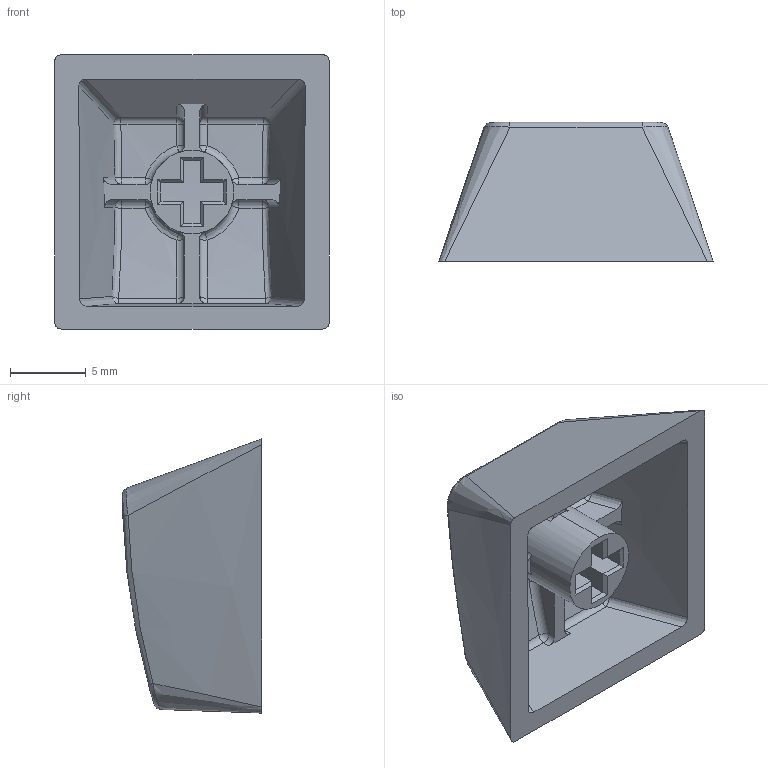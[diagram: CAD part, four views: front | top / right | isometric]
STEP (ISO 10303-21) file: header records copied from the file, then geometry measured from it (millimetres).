
FILE_DESCRIPTION (( 'STEP AP214' ), '1' );
FILE_NAME ('r4c_100.STEP', '2023-01-18T20:10:41', ( '' ), ( '' ), 'SwSTEP 2.0', 'SolidWorks 2019', '' );
FILE_SCHEMA (( 'AUTOMOTIVE_DESIGN' ));
Length unit declared in the file: millimetre
Products named in the file (1): r4c_100
Bounding box: 18.1 x 9.2 x 18.1 mm (x, y, z)
Volume: 1081 mm3; surface area: 1511 mm2
Topology: 1 solids, 1 shells, 126 faces, 302 edges, 172 vertices
Faces by surface type: plane 42, cylinder 30, bspline 30, sphere 20, torus 4
Entity records: 4571 total; most frequent: CARTESIAN_POINT 1954, ORIENTED_EDGE 572, DIRECTION 490, EDGE_CURVE 286, AXIS2_PLACEMENT_3D 187, VERTEX_POINT 164, EDGE_LOOP 128, FACE_OUTER_BOUND 126
